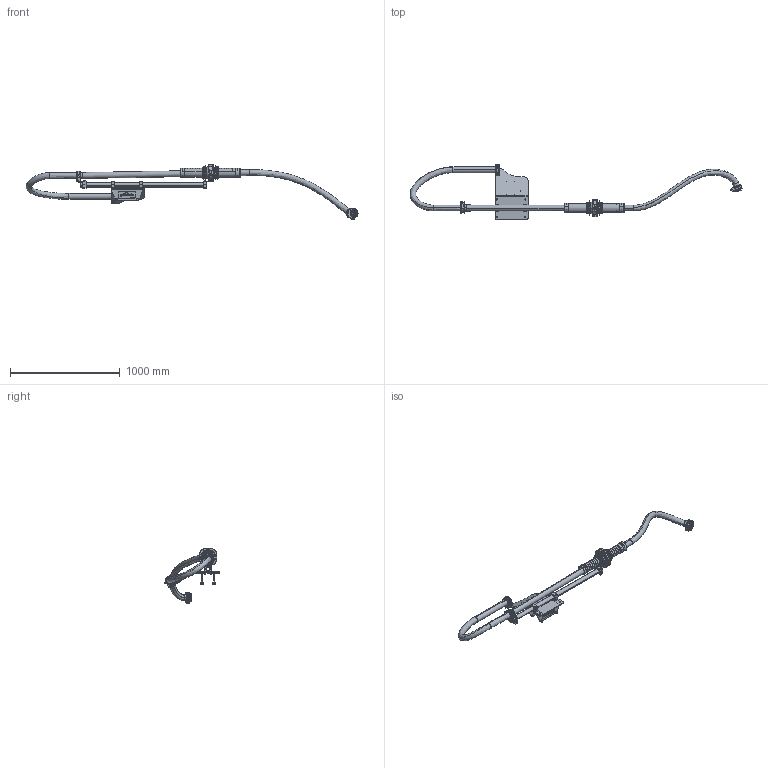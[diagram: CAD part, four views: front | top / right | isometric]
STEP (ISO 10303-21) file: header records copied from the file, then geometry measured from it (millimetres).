
FILE_DESCRIPTION (( 'STEP AP214' ), '1' );
FILE_NAME ('P2195-1.STEP', '2024-02-27T11:58:14', ( '' ), ( '' ), 'SwSTEP 2.0', 'SolidWorks 2024', '' );
FILE_SCHEMA (( 'AUTOMOTIVE_DESIGN' ));
Length unit declared in the file: millimetre
Products named in the file (1): P2195-1
Bounding box: 3029.49 x 502.82 x 500.87 mm (x, y, z)
Volume: 5346420.2 mm3; surface area: 3016802.5 mm2
Topology: 82 solids, 82 shells, 5833 faces, 15239 edges, 9823 vertices
Faces by surface type: plane 2393, bspline 1375, cylinder 1116, torus 518, cone 359, sphere 72
Entity records: 303411 total; most frequent: CARTESIAN_POINT 168771, ORIENTED_EDGE 30246, DIRECTION 23856, EDGE_CURVE 15123, VERTEX_POINT 9785, AXIS2_PLACEMENT_3D 8187, VECTOR 7482, LINE 7482
